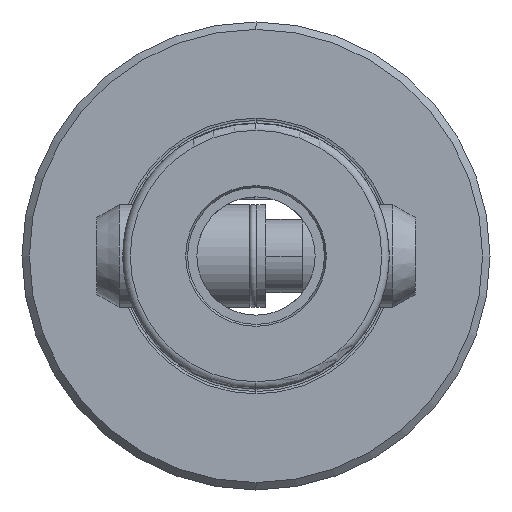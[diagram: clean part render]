
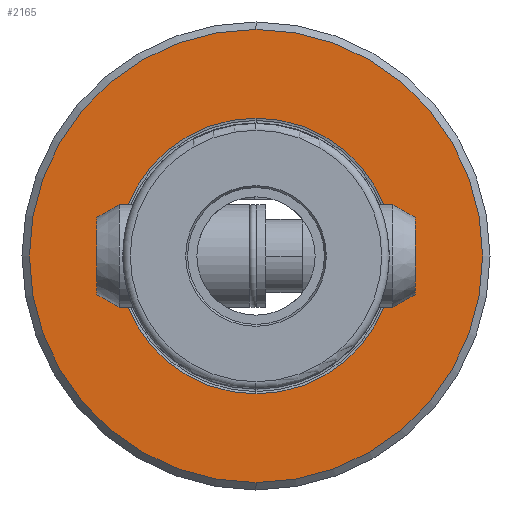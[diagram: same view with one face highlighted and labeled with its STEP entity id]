
A CAD part, left-side view. The second image highlights one B-rep face of the part: STEP entity #2165.
In plain terms, the highlighted planar face has unit normal (-1, 0, 0).
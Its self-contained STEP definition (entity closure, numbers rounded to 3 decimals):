
#153 = DIRECTION ( 'NONE',  ( 0., 0., 1. ) ) ;
#199 = EDGE_CURVE ( 'NONE', #2963, #1718, #4575, .T. ) ;
#350 = AXIS2_PLACEMENT_3D ( 'NONE', #2369, #5158, #2761 ) ;
#352 = CARTESIAN_POINT ( 'NONE',  ( 40., 18.639, 0. ) ) ;
#362 = ORIENTED_EDGE ( 'NONE', *, *, #2457, .T. ) ;
#478 = EDGE_LOOP ( 'NONE', ( #3803, #362 ) ) ;
#582 = CARTESIAN_POINT ( 'NONE',  ( 40., 0., 0. ) ) ;
#980 = CIRCLE ( 'NONE', #350, 18.639 ) ;
#996 = DIRECTION ( 'NONE',  ( 0., 0., 1. ) ) ;
#1114 = EDGE_CURVE ( 'NONE', #5060, #5023, #3527, .T. ) ;
#1161 = DIRECTION ( 'NONE',  ( 0., 0., 1. ) ) ;
#1168 = DIRECTION ( 'NONE',  ( 0., 0., -1. ) ) ;
#1555 = CARTESIAN_POINT ( 'NONE',  ( 40., 0., 0. ) ) ;
#1718 = VERTEX_POINT ( 'NONE', #3116 ) ;
#1778 = AXIS2_PLACEMENT_3D ( 'NONE', #582, #3387, #996 ) ;
#1876 = AXIS2_PLACEMENT_3D ( 'NONE', #1555, #3955, #1161 ) ;
#2029 = CIRCLE ( 'NONE', #1778, 30.635 ) ;
#2093 = FACE_OUTER_BOUND ( 'NONE', #478, .T. ) ;
#2153 = AXIS2_PLACEMENT_3D ( 'NONE', #352, #3559, #1168 ) ;
#2165 = ADVANCED_FACE ( 'NONE', ( #4214, #2093 ), #4735, .F. ) ;
#2369 = CARTESIAN_POINT ( 'NONE',  ( 40., 0., 0. ) ) ;
#2457 = EDGE_CURVE ( 'NONE', #5023, #5060, #2029, .T. ) ;
#2544 = DIRECTION ( 'NONE',  ( -1., 0., 0. ) ) ;
#2761 = DIRECTION ( 'NONE',  ( 0., 0., 1. ) ) ;
#2804 = EDGE_LOOP ( 'NONE', ( #3580, #3494 ) ) ;
#2963 = VERTEX_POINT ( 'NONE', #4776 ) ;
#3116 = CARTESIAN_POINT ( 'NONE',  ( 40., 0., -18.639 ) ) ;
#3387 = DIRECTION ( 'NONE',  ( -1., 0., 0. ) ) ;
#3494 = ORIENTED_EDGE ( 'NONE', *, *, #3716, .F. ) ;
#3527 = CIRCLE ( 'NONE', #4001, 30.635 ) ;
#3559 = DIRECTION ( 'NONE',  ( 1., 0., 0. ) ) ;
#3580 = ORIENTED_EDGE ( 'NONE', *, *, #199, .F. ) ;
#3716 = EDGE_CURVE ( 'NONE', #1718, #2963, #980, .T. ) ;
#3803 = ORIENTED_EDGE ( 'NONE', *, *, #1114, .T. ) ;
#3955 = DIRECTION ( 'NONE',  ( -1., 0., 0. ) ) ;
#4001 = AXIS2_PLACEMENT_3D ( 'NONE', #4946, #2544, #153 ) ;
#4059 = CARTESIAN_POINT ( 'NONE',  ( 40., 0., 30.635 ) ) ;
#4074 = CARTESIAN_POINT ( 'NONE',  ( 40., 0., -30.635 ) ) ;
#4214 = FACE_BOUND ( 'NONE', #2804, .T. ) ;
#4575 = CIRCLE ( 'NONE', #1876, 18.639 ) ;
#4735 = PLANE ( 'NONE',  #2153 ) ;
#4776 = CARTESIAN_POINT ( 'NONE',  ( 40., 0., 18.639 ) ) ;
#4946 = CARTESIAN_POINT ( 'NONE',  ( 40., 0., 0. ) ) ;
#5023 = VERTEX_POINT ( 'NONE', #4059 ) ;
#5060 = VERTEX_POINT ( 'NONE', #4074 ) ;
#5158 = DIRECTION ( 'NONE',  ( -1., 0., 0. ) ) ;
